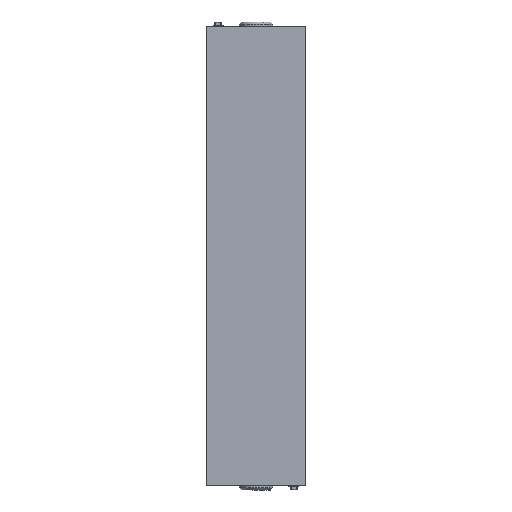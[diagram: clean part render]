
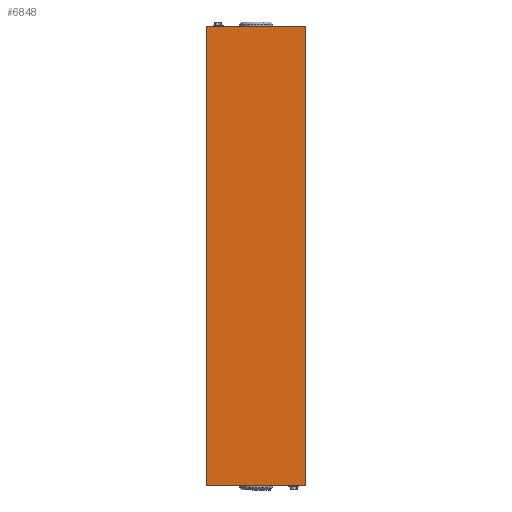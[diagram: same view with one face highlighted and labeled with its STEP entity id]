
A CAD part, front view. The second image highlights one B-rep face of the part: STEP entity #6848.
In plain terms, the highlighted planar face has unit normal (0, -1, 0).
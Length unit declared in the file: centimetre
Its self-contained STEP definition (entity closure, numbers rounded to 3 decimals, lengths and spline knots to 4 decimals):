
#539=FACE_OUTER_BOUND('',#969,.T.);
#969=EDGE_LOOP('',(#4347,#4348,#4349,#4350));
#1453=LINE('',#10074,#2117);
#1454=LINE('',#10076,#2118);
#1455=LINE('',#10078,#2119);
#1456=LINE('',#10079,#2120);
#2117=VECTOR('',#8016,1.);
#2118=VECTOR('',#8017,1.);
#2119=VECTOR('',#8018,1.);
#2120=VECTOR('',#8019,1.);
#2781=VERTEX_POINT('',#10072);
#2782=VERTEX_POINT('',#10073);
#2783=VERTEX_POINT('',#10075);
#2784=VERTEX_POINT('',#10077);
#3389=EDGE_CURVE('',#2781,#2782,#1453,.T.);
#3390=EDGE_CURVE('',#2782,#2783,#1454,.T.);
#3391=EDGE_CURVE('',#2783,#2784,#1455,.T.);
#3392=EDGE_CURVE('',#2784,#2781,#1456,.T.);
#4347=ORIENTED_EDGE('',*,*,#3389,.T.);
#4348=ORIENTED_EDGE('',*,*,#3390,.T.);
#4349=ORIENTED_EDGE('',*,*,#3391,.T.);
#4350=ORIENTED_EDGE('',*,*,#3392,.T.);
#6263=PLANE('',#7316);
#6848=ADVANCED_FACE('',(#539),#6263,.T.);
#7316=AXIS2_PLACEMENT_3D('',#10071,#8014,#8015);
#8014=DIRECTION('center_axis',(0.,-1.,0.));
#8015=DIRECTION('ref_axis',(0.,0.,-1.));
#8016=DIRECTION('',(0.,0.,1.));
#8017=DIRECTION('',(-1.,0.,0.));
#8018=DIRECTION('',(0.,0.,-1.));
#8019=DIRECTION('',(1.,0.,0.));
#10071=CARTESIAN_POINT('Origin',(0.,-9.15,
0.));
#10072=CARTESIAN_POINT('',(6.5,-9.15,-30.));
#10073=CARTESIAN_POINT('',(6.5,-9.15,30.));
#10074=CARTESIAN_POINT('',(6.5,-9.15,-30.));
#10075=CARTESIAN_POINT('',(-6.5,-9.15,30.));
#10076=CARTESIAN_POINT('',(6.5,-9.15,30.));
#10077=CARTESIAN_POINT('',(-6.5,-9.15,-30.));
#10078=CARTESIAN_POINT('',(-6.5,-9.15,30.));
#10079=CARTESIAN_POINT('',(-6.5,-9.15,-30.));
